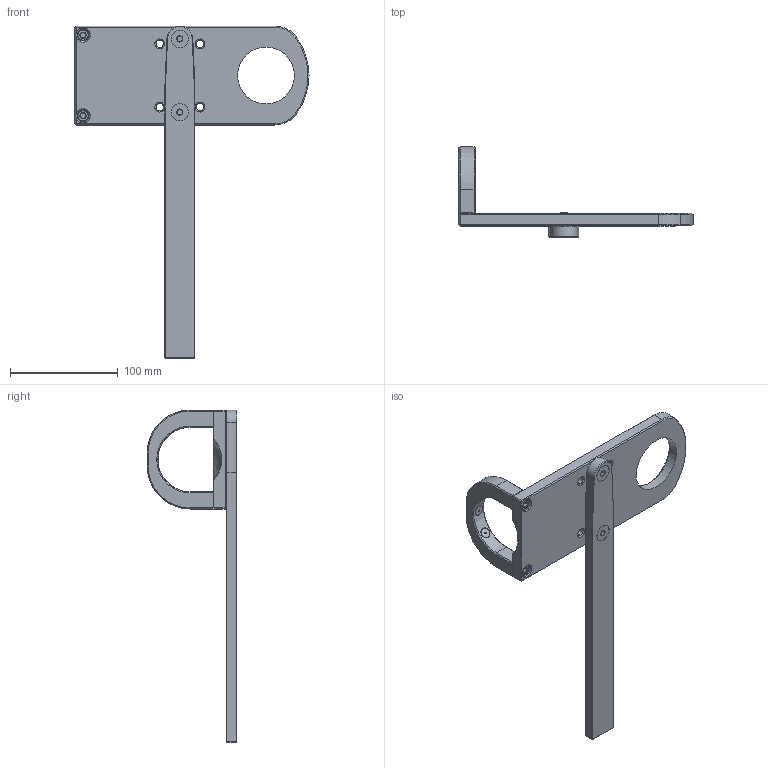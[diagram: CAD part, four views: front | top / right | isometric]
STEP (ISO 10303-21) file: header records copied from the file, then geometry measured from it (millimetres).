
FILE_DESCRIPTION((''),'2;1');
FILE_NAME('T50-3000067_ASM','2018-10-29T',('D0L91'),(''),'CREO PARAMETRIC BY PTC INC, 2016130','CREO PARAMETRIC BY PTC INC, 2016130','');
FILE_SCHEMA(('CONFIG_CONTROL_DESIGN'));
Length unit declared in the file: millimetre
Products named in the file (9): T50-1000071; T50-1000075; T50-1000069; T50-1000093; T50-1000098; T50-3000078_ASM; 542940-21; T50-1000091; T50-3000067_ASM
Assembly tree (11 placements, depth 3):
  T50-3000067_ASM
    T50-1000071
    T50-1000075
    T50-3000078_ASM
      T50-1000069
      T50-1000093  x2
      T50-1000098
    542940-21  x2
    T50-1000091  x2
Bounding box: 217.5 x 83.5 x 308.5 mm (x, y, z)
Volume: 292264.1 mm3; surface area: 84246.6 mm2
Topology: 10 solids, 10 shells, 475 faces, 1219 edges, 770 vertices
Faces by surface type: cylinder 253, cone 106, plane 105, bspline 11
Entity records: 25549 total; most frequent: CARTESIAN_POINT 17924, ORIENTED_EDGE 1608, DIRECTION 1453, EDGE_CURVE 804, AXIS2_PLACEMENT_3D 539, VERTEX_POINT 506, VECTOR 375, LINE 375
